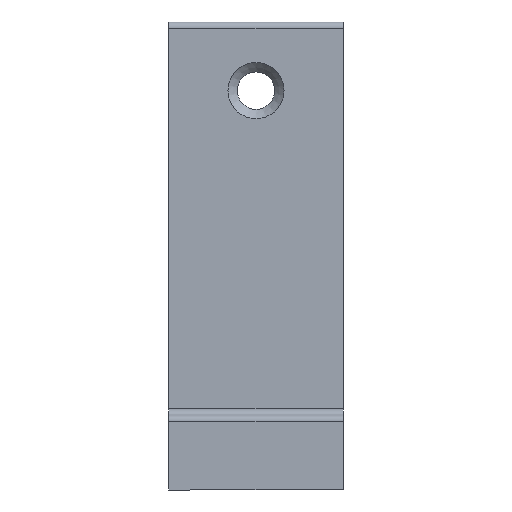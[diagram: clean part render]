
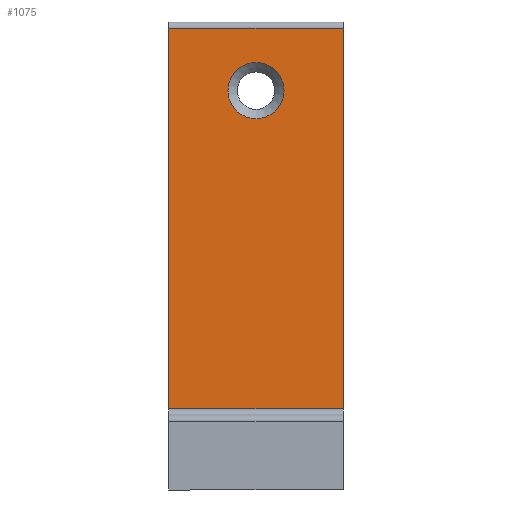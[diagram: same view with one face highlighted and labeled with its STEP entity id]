
A CAD part, left-side view. The second image highlights one B-rep face of the part: STEP entity #1075.
In plain terms, the highlighted planar face has unit normal (-1, 0, 0).
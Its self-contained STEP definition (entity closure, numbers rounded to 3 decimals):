
#32 = PLANE('',#33);
#33 = AXIS2_PLACEMENT_3D('',#34,#35,#36);
#34 = CARTESIAN_POINT('',(-1.,7.,37.5));
#35 = DIRECTION('',(0.,1.,0.));
#36 = DIRECTION('',(0.,0.,1.));
#442 = VERTEX_POINT('',#443);
#443 = CARTESIAN_POINT('',(-10.,7.,6.5));
#458 = CYLINDRICAL_SURFACE('',#459,0.5);
#459 = AXIS2_PLACEMENT_3D('',#460,#461,#462);
#460 = CARTESIAN_POINT('',(-10.5,7.,6.5));
#461 = DIRECTION('',(0.,-1.,0.));
#462 = DIRECTION('',(1.,0.,0.));
#470 = EDGE_CURVE('',#471,#442,#473,.T.);
#471 = VERTEX_POINT('',#472);
#472 = CARTESIAN_POINT('',(-10.,7.,37.));
#473 = SURFACE_CURVE('',#474,(#478,#485),.PCURVE_S1.);
#474 = LINE('',#475,#476);
#475 = CARTESIAN_POINT('',(-10.,7.,37.5));
#476 = VECTOR('',#477,1.);
#477 = DIRECTION('',(0.,0.,-1.));
#478 = PCURVE('',#32,#479);
#479 = DEFINITIONAL_REPRESENTATION('',(#480),#484);
#480 = LINE('',#481,#482);
#481 = CARTESIAN_POINT('',(0.,-9.));
#482 = VECTOR('',#483,1.);
#483 = DIRECTION('',(-1.,0.));
#484 = ( GEOMETRIC_REPRESENTATION_CONTEXT(2) 
PARAMETRIC_REPRESENTATION_CONTEXT() REPRESENTATION_CONTEXT('2D SPACE',''
  ) );
#485 = PCURVE('',#486,#491);
#486 = PLANE('',#487);
#487 = AXIS2_PLACEMENT_3D('',#488,#489,#490);
#488 = CARTESIAN_POINT('',(-10.,7.,37.5));
#489 = DIRECTION('',(1.,0.,0.));
#490 = DIRECTION('',(0.,0.,-1.));
#491 = DEFINITIONAL_REPRESENTATION('',(#492),#496);
#492 = LINE('',#493,#494);
#493 = CARTESIAN_POINT('',(0.,0.));
#494 = VECTOR('',#495,1.);
#495 = DIRECTION('',(1.,0.));
#496 = ( GEOMETRIC_REPRESENTATION_CONTEXT(2) 
PARAMETRIC_REPRESENTATION_CONTEXT() REPRESENTATION_CONTEXT('2D SPACE',''
  ) );
#519 = CYLINDRICAL_SURFACE('',#520,0.5);
#520 = AXIS2_PLACEMENT_3D('',#521,#522,#523);
#521 = CARTESIAN_POINT('',(-9.5,7.,37.));
#522 = DIRECTION('',(0.,-1.,0.));
#523 = DIRECTION('',(0.,0.,1.));
#600 = PLANE('',#601);
#601 = AXIS2_PLACEMENT_3D('',#602,#603,#604);
#602 = CARTESIAN_POINT('',(-1.,-7.,37.5));
#603 = DIRECTION('',(0.,1.,0.));
#604 = DIRECTION('',(0.,0.,1.));
#977 = EDGE_CURVE('',#471,#978,#980,.T.);
#978 = VERTEX_POINT('',#979);
#979 = CARTESIAN_POINT('',(-10.,-7.,37.));
#980 = SURFACE_CURVE('',#981,(#985,#992),.PCURVE_S1.);
#981 = LINE('',#982,#983);
#982 = CARTESIAN_POINT('',(-10.,7.,37.));
#983 = VECTOR('',#984,1.);
#984 = DIRECTION('',(0.,-1.,0.));
#985 = PCURVE('',#519,#986);
#986 = DEFINITIONAL_REPRESENTATION('',(#987),#991);
#987 = LINE('',#988,#989);
#988 = CARTESIAN_POINT('',(1.571,0.));
#989 = VECTOR('',#990,1.);
#990 = DIRECTION('',(0.,1.));
#991 = ( GEOMETRIC_REPRESENTATION_CONTEXT(2) 
PARAMETRIC_REPRESENTATION_CONTEXT() REPRESENTATION_CONTEXT('2D SPACE',''
  ) );
#992 = PCURVE('',#486,#993);
#993 = DEFINITIONAL_REPRESENTATION('',(#994),#998);
#994 = LINE('',#995,#996);
#995 = CARTESIAN_POINT('',(0.5,0.));
#996 = VECTOR('',#997,1.);
#997 = DIRECTION('',(0.,-1.));
#998 = ( GEOMETRIC_REPRESENTATION_CONTEXT(2) 
PARAMETRIC_REPRESENTATION_CONTEXT() REPRESENTATION_CONTEXT('2D SPACE',''
  ) );
#1075 = ADVANCED_FACE('',(#1076,#1107),#486,.F.);
#1076 = FACE_BOUND('',#1077,.F.);
#1077 = EDGE_LOOP('',(#1078));
#1078 = ORIENTED_EDGE('',*,*,#1079,.F.);
#1079 = EDGE_CURVE('',#1080,#1080,#1082,.T.);
#1080 = VERTEX_POINT('',#1081);
#1081 = CARTESIAN_POINT('',(-10.,0.,34.25));
#1082 = SURFACE_CURVE('',#1083,(#1088,#1095),.PCURVE_S1.);
#1083 = CIRCLE('',#1084,2.25);
#1084 = AXIS2_PLACEMENT_3D('',#1085,#1086,#1087);
#1085 = CARTESIAN_POINT('',(-10.,0.,32.));
#1086 = DIRECTION('',(1.,0.,-0.));
#1087 = DIRECTION('',(0.,0.,1.));
#1088 = PCURVE('',#486,#1089);
#1089 = DEFINITIONAL_REPRESENTATION('',(#1090),#1094);
#1090 = CIRCLE('',#1091,2.25);
#1091 = AXIS2_PLACEMENT_2D('',#1092,#1093);
#1092 = CARTESIAN_POINT('',(5.5,-7.));
#1093 = DIRECTION('',(-1.,0.));
#1094 = ( GEOMETRIC_REPRESENTATION_CONTEXT(2) 
PARAMETRIC_REPRESENTATION_CONTEXT() REPRESENTATION_CONTEXT('2D SPACE',''
  ) );
#1095 = PCURVE('',#1096,#1101);
#1096 = CONICAL_SURFACE('',#1097,1.5,0.785);
#1097 = AXIS2_PLACEMENT_3D('',#1098,#1099,#1100);
#1098 = CARTESIAN_POINT('',(-9.25,0.,32.));
#1099 = DIRECTION('',(-1.,0.,-0.));
#1100 = DIRECTION('',(0.,0.,1.));
#1101 = DEFINITIONAL_REPRESENTATION('',(#1102),#1106);
#1102 = LINE('',#1103,#1104);
#1103 = CARTESIAN_POINT('',(0.,0.75));
#1104 = VECTOR('',#1105,1.);
#1105 = DIRECTION('',(-1.,-0.));
#1106 = ( GEOMETRIC_REPRESENTATION_CONTEXT(2) 
PARAMETRIC_REPRESENTATION_CONTEXT() REPRESENTATION_CONTEXT('2D SPACE',''
  ) );
#1107 = FACE_BOUND('',#1108,.F.);
#1108 = EDGE_LOOP('',(#1109,#1110,#1111,#1134));
#1109 = ORIENTED_EDGE('',*,*,#470,.F.);
#1110 = ORIENTED_EDGE('',*,*,#977,.T.);
#1111 = ORIENTED_EDGE('',*,*,#1112,.T.);
#1112 = EDGE_CURVE('',#978,#1113,#1115,.T.);
#1113 = VERTEX_POINT('',#1114);
#1114 = CARTESIAN_POINT('',(-10.,-7.,6.5));
#1115 = SURFACE_CURVE('',#1116,(#1120,#1127),.PCURVE_S1.);
#1116 = LINE('',#1117,#1118);
#1117 = CARTESIAN_POINT('',(-10.,-7.,37.5));
#1118 = VECTOR('',#1119,1.);
#1119 = DIRECTION('',(0.,0.,-1.));
#1120 = PCURVE('',#486,#1121);
#1121 = DEFINITIONAL_REPRESENTATION('',(#1122),#1126);
#1122 = LINE('',#1123,#1124);
#1123 = CARTESIAN_POINT('',(0.,-14.));
#1124 = VECTOR('',#1125,1.);
#1125 = DIRECTION('',(1.,0.));
#1126 = ( GEOMETRIC_REPRESENTATION_CONTEXT(2) 
PARAMETRIC_REPRESENTATION_CONTEXT() REPRESENTATION_CONTEXT('2D SPACE',''
  ) );
#1127 = PCURVE('',#600,#1128);
#1128 = DEFINITIONAL_REPRESENTATION('',(#1129),#1133);
#1129 = LINE('',#1130,#1131);
#1130 = CARTESIAN_POINT('',(0.,-9.));
#1131 = VECTOR('',#1132,1.);
#1132 = DIRECTION('',(-1.,0.));
#1133 = ( GEOMETRIC_REPRESENTATION_CONTEXT(2) 
PARAMETRIC_REPRESENTATION_CONTEXT() REPRESENTATION_CONTEXT('2D SPACE',''
  ) );
#1134 = ORIENTED_EDGE('',*,*,#1135,.F.);
#1135 = EDGE_CURVE('',#442,#1113,#1136,.T.);
#1136 = SURFACE_CURVE('',#1137,(#1141,#1148),.PCURVE_S1.);
#1137 = LINE('',#1138,#1139);
#1138 = CARTESIAN_POINT('',(-10.,7.,6.5));
#1139 = VECTOR('',#1140,1.);
#1140 = DIRECTION('',(0.,-1.,0.));
#1141 = PCURVE('',#486,#1142);
#1142 = DEFINITIONAL_REPRESENTATION('',(#1143),#1147);
#1143 = LINE('',#1144,#1145);
#1144 = CARTESIAN_POINT('',(31.,0.));
#1145 = VECTOR('',#1146,1.);
#1146 = DIRECTION('',(0.,-1.));
#1147 = ( GEOMETRIC_REPRESENTATION_CONTEXT(2) 
PARAMETRIC_REPRESENTATION_CONTEXT() REPRESENTATION_CONTEXT('2D SPACE',''
  ) );
#1148 = PCURVE('',#458,#1149);
#1149 = DEFINITIONAL_REPRESENTATION('',(#1150),#1154);
#1150 = LINE('',#1151,#1152);
#1151 = CARTESIAN_POINT('',(-0.,0.));
#1152 = VECTOR('',#1153,1.);
#1153 = DIRECTION('',(-0.,1.));
#1154 = ( GEOMETRIC_REPRESENTATION_CONTEXT(2) 
PARAMETRIC_REPRESENTATION_CONTEXT() REPRESENTATION_CONTEXT('2D SPACE',''
  ) );
